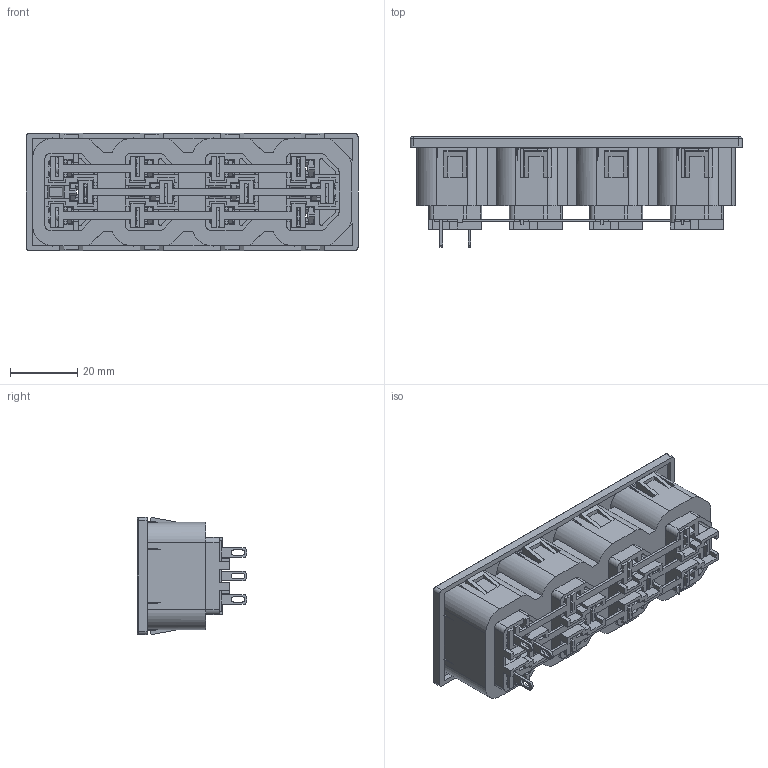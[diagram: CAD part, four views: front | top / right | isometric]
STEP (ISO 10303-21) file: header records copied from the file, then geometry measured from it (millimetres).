
FILE_DESCRIPTION (( 'STEP AP214' ), '1' );
FILE_NAME ('742W-4P.STEP', '2018-12-07T00:23:36', ( '' ), ( '' ), 'SwSTEP 2.0', 'SolidWorks 2016', '' );
FILE_SCHEMA (( 'AUTOMOTIVE_DESIGN' ));
Length unit declared in the file: millimetre
Products named in the file (5): 742W4PR-X.XN; 742W-4P; 742W-002F-4P; 742W-001D; 742W-001C
Assembly tree (16 placements, depth 2):
  742W-4P
    742W4PR-X.XN
    742W-001D  x3
    742W-001C  x9
    742W-002F-4P  x3
Bounding box: 99 x 32.79 x 35 mm (x, y, z)
Volume: 33610.8 mm3; surface area: 46024.1 mm2
Topology: 24 solids, 24 shells, 2165 faces, 6122 edges, 3980 vertices
Faces by surface type: plane 1542, cylinder 499, bspline 72, torus 52
Entity records: 42993 total; most frequent: CARTESIAN_POINT 9479, ORIENTED_EDGE 7256, DIRECTION 6491, EDGE_CURVE 3628, VECTOR 2839, LINE 2839, VERTEX_POINT 2380, AXIS2_PLACEMENT_3D 1826
